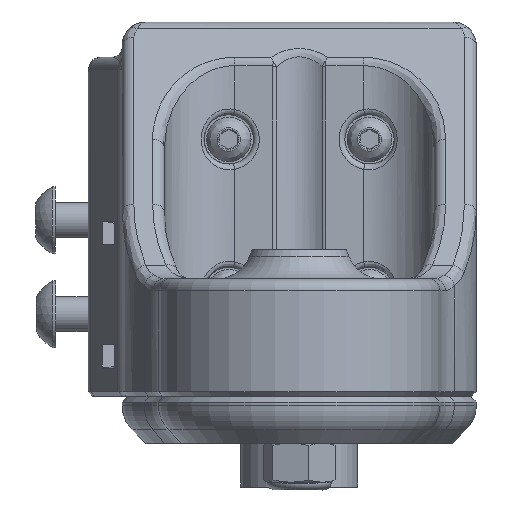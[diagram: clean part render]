
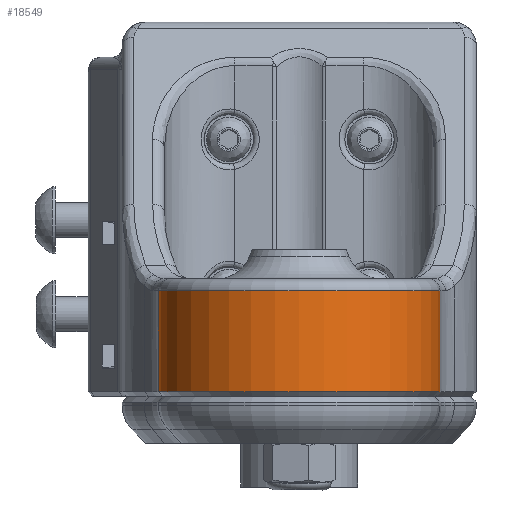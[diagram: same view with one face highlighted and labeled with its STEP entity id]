
A CAD part, front view. The second image highlights one B-rep face of the part: STEP entity #18549.
In plain terms, the highlighted cylindrical face has radius 12 mm (diameter 24 mm), a partial arc.
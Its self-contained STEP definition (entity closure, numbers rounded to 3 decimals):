
#1469=CYLINDRICAL_SURFACE('',#20327,12.);
#2502=FACE_OUTER_BOUND('',#3699,.T.);
#3699=EDGE_LOOP('',(#15381,#15382,#15383,#15384));
#5091=LINE('',#38943,#6445);
#5094=LINE('',#38949,#6448);
#6445=VECTOR('',#24364,10.);
#6448=VECTOR('',#24369,10.);
#7391=CIRCLE('',#20314,12.);
#7396=CIRCLE('',#20328,12.);
#8776=VERTEX_POINT('',#38911);
#8777=VERTEX_POINT('',#38915);
#8782=VERTEX_POINT('',#38942);
#8784=VERTEX_POINT('',#38948);
#11079=EDGE_CURVE('',#8776,#8777,#7391,.T.);
#11092=EDGE_CURVE('',#8777,#8782,#5091,.T.);
#11095=EDGE_CURVE('',#8776,#8784,#5094,.T.);
#11096=EDGE_CURVE('',#8782,#8784,#7396,.T.);
#15381=ORIENTED_EDGE('',*,*,#11079,.F.);
#15382=ORIENTED_EDGE('',*,*,#11095,.T.);
#15383=ORIENTED_EDGE('',*,*,#11096,.F.);
#15384=ORIENTED_EDGE('',*,*,#11092,.F.);
#18549=ADVANCED_FACE('',(#2502),#1469,.T.);
#20314=AXIS2_PLACEMENT_3D('',#38917,#24330,#24331);
#20327=AXIS2_PLACEMENT_3D('',#38947,#24367,#24368);
#20328=AXIS2_PLACEMENT_3D('',#38950,#24370,#24371);
#24330=DIRECTION('center_axis',(0.,0.,
-1.));
#24331=DIRECTION('ref_axis',(1.,0.,0.));
#24364=DIRECTION('',(0.,0.,1.));
#24367=DIRECTION('center_axis',(0.,0.,
1.));
#24368=DIRECTION('ref_axis',(1.,0.,0.));
#24369=DIRECTION('',(0.,0.,1.));
#24370=DIRECTION('center_axis',(0.,0.,
1.));
#24371=DIRECTION('ref_axis',(0.,-1.,0.));
#38911=CARTESIAN_POINT('',(124.79,-106.109,-353.702));
#38915=CARTESIAN_POINT('',(100.79,-106.109,-353.702));
#38917=CARTESIAN_POINT('Origin',(112.79,-106.109,-353.702));
#38942=CARTESIAN_POINT('',(100.79,-106.109,-345.102));
#38943=CARTESIAN_POINT('',(100.79,-106.109,-354.102));
#38947=CARTESIAN_POINT('Origin',(112.79,-106.109,-354.102));
#38948=CARTESIAN_POINT('',(124.79,-106.109,-345.102));
#38949=CARTESIAN_POINT('',(124.79,-106.109,-354.102));
#38950=CARTESIAN_POINT('Origin',(112.79,-106.109,-345.102));
